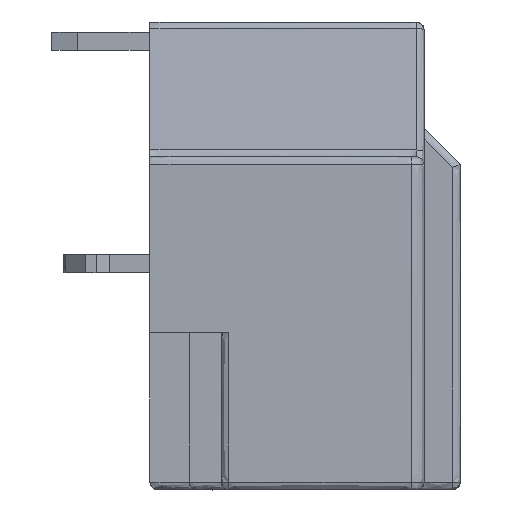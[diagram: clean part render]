
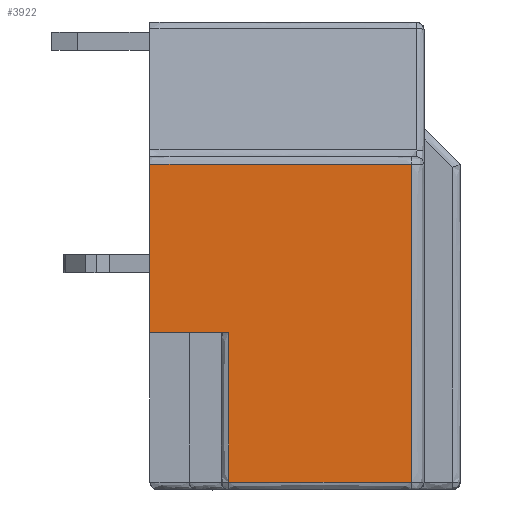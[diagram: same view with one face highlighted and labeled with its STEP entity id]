
A CAD part, left-side view. The second image highlights one B-rep face of the part: STEP entity #3922.
In plain terms, the highlighted free-form (B-spline) face has degree [1, 1] with [2, 2] control points.
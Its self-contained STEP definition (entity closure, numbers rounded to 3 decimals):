
#2244=CARTESIAN_POINT('',(-32.25,19.19,-1.7));
#2245=VERTEX_POINT('',#2244);
#2291=CARTESIAN_POINT('',(-32.25,26.24,-1.7));
#2292=VERTEX_POINT('',#2291);
#2293=CARTESIAN_POINT('',(-32.25,19.19,-1.7));
#2294=CARTESIAN_POINT('',(-32.25,26.24,-1.7));
#2295=B_SPLINE_CURVE_WITH_KNOTS('',1,(#2293,#2294),.POLYLINE_FORM.,.F.,.U.,(2,2),(0.,1.),.UNSPECIFIED.);
#2296=EDGE_CURVE('',#2245,#2292,#2295,.T.);
#3369=CARTESIAN_POINT('',(-32.25,19.19,10.6));
#3370=VERTEX_POINT('',#3369);
#3379=CARTESIAN_POINT('',(-32.25,19.19,10.6));
#3380=CARTESIAN_POINT('',(-32.25,19.19,-1.7));
#3381=B_SPLINE_CURVE_WITH_KNOTS('',1,(#3379,#3380),.POLYLINE_FORM.,.F.,.U.,(2,2),(0.,1.),.UNSPECIFIED.);
#3382=EDGE_CURVE('',#3370,#2245,#3381,.T.);
#3887=CARTESIAN_POINT('',(-32.25,168.308,-11.509));
#3888=CARTESIAN_POINT('',(-32.25,168.308,283.398));
#3889=CARTESIAN_POINT('',(-32.25,-126.599,-11.509));
#3890=CARTESIAN_POINT('',(-32.25,-126.599,283.398));
#3891=B_SPLINE_SURFACE_WITH_KNOTS('',1,1,((#3887,#3888),(#3889,#3890)),.PLANE_SURF.,.F.,.F.,.U.,(2,2),(2,2),(0.,1.),(0.,1.),.UNSPECIFIED.);
#3892=CARTESIAN_POINT('',(-32.25,29.29,10.6));
#3893=VERTEX_POINT('',#3892);
#3894=CARTESIAN_POINT('',(-32.25,19.19,10.6));
#3895=CARTESIAN_POINT('',(-32.25,29.29,10.6));
#3896=B_SPLINE_CURVE_WITH_KNOTS('',1,(#3894,#3895),.POLYLINE_FORM.,.F.,.U.,(2,2),(0.,1.),.UNSPECIFIED.);
#3897=EDGE_CURVE('',#3370,#3893,#3896,.T.);
#3898=ORIENTED_EDGE('',*,*,#3897,.T.);
#3899=CARTESIAN_POINT('',(-32.25,29.29,4.1));
#3900=VERTEX_POINT('',#3899);
#3901=CARTESIAN_POINT('',(-32.25,29.29,10.6));
#3902=CARTESIAN_POINT('',(-32.25,29.29,4.1));
#3903=B_SPLINE_CURVE_WITH_KNOTS('',1,(#3901,#3902),.POLYLINE_FORM.,.F.,.U.,(2,2),(0.,1.),.UNSPECIFIED.);
#3904=EDGE_CURVE('',#3893,#3900,#3903,.T.);
#3905=ORIENTED_EDGE('',*,*,#3904,.T.);
#3906=CARTESIAN_POINT('',(-32.25,26.24,4.1));
#3907=VERTEX_POINT('',#3906);
#3908=CARTESIAN_POINT('',(-32.25,29.29,4.1));
#3909=CARTESIAN_POINT('',(-32.25,26.24,4.1));
#3910=B_SPLINE_CURVE_WITH_KNOTS('',1,(#3908,#3909),.POLYLINE_FORM.,.F.,.U.,(2,2),(0.,1.),.UNSPECIFIED.);
#3911=EDGE_CURVE('',#3900,#3907,#3910,.T.);
#3912=ORIENTED_EDGE('',*,*,#3911,.T.);
#3913=CARTESIAN_POINT('',(-32.25,26.24,4.1));
#3914=CARTESIAN_POINT('',(-32.25,26.24,-1.7));
#3915=B_SPLINE_CURVE_WITH_KNOTS('',1,(#3913,#3914),.POLYLINE_FORM.,.F.,.U.,(2,2),(0.,1.),.UNSPECIFIED.);
#3916=EDGE_CURVE('',#3907,#2292,#3915,.T.);
#3917=ORIENTED_EDGE('',*,*,#3916,.T.);
#3918=ORIENTED_EDGE('',*,*,#2296,.F.);
#3919=ORIENTED_EDGE('',*,*,#3382,.F.);
#3920=EDGE_LOOP('',(#3898,#3905,#3912,#3917,#3918,#3919));
#3921=FACE_OUTER_BOUND('',#3920,.T.);
#3922=ADVANCED_FACE('',(#3921),#3891,.T.);
